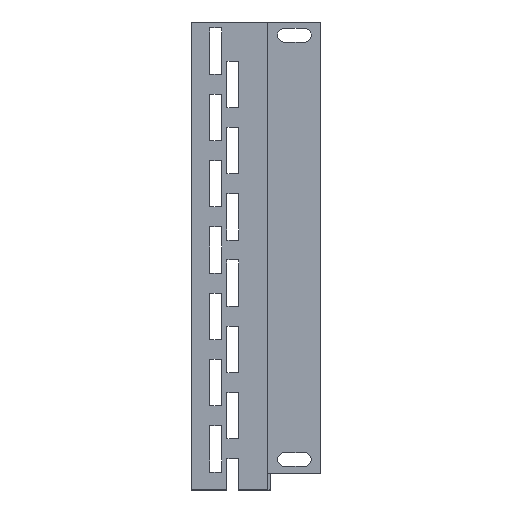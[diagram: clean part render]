
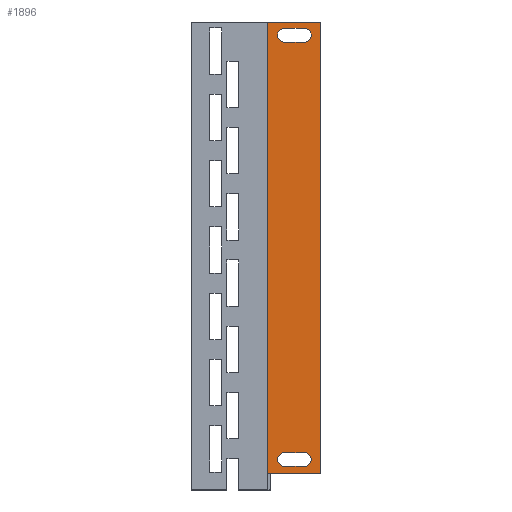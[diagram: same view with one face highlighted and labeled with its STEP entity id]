
A CAD part, left-side view. The second image highlights one B-rep face of the part: STEP entity #1896.
In plain terms, the highlighted face is planar.
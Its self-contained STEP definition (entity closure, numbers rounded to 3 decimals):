
#16 = VECTOR ( 'NONE', #2535, 1000. ) ;
#73 = DIRECTION ( 'NONE',  ( 1., 0., 0. ) ) ;
#100 = PLANE ( 'NONE',  #3311 ) ;
#101 = EDGE_CURVE ( 'NONE', #328, #2065, #2929, .T. ) ;
#222 = CARTESIAN_POINT ( 'NONE',  ( -164., -9., 2. ) ) ;
#278 = DIRECTION ( 'NONE',  ( 0., 0., 1. ) ) ;
#298 = EDGE_CURVE ( 'NONE', #1416, #4608, #609, .T. ) ;
#321 = VERTEX_POINT ( 'NONE', #4797 ) ;
#328 = VERTEX_POINT ( 'NONE', #4357 ) ;
#341 = EDGE_LOOP ( 'NONE', ( #2757, #3178, #1828, #2212 ) ) ;
#364 = CIRCLE ( 'NONE', #4635, 5.25 ) ;
#381 = DIRECTION ( 'NONE',  ( 1., 0., 0. ) ) ;
#383 = CARTESIAN_POINT ( 'NONE',  ( -153.5, -36.5, 2. ) ) ;
#458 = LINE ( 'NONE', #4072, #1556 ) ;
#462 = CARTESIAN_POINT ( 'NONE',  ( -176.5, -49., 2. ) ) ;
#471 = DIRECTION ( 'NONE',  ( 0., 0., 1. ) ) ;
#493 = FACE_BOUND ( 'NONE', #3262, .T. ) ;
#609 = CIRCLE ( 'NONE', #3632, 5.25 ) ;
#653 = EDGE_CURVE ( 'NONE', #4519, #2923, #1954, .T. ) ;
#1091 = VERTEX_POINT ( 'NONE', #1155 ) ;
#1155 = CARTESIAN_POINT ( 'NONE',  ( -158.75, -36.5, 2. ) ) ;
#1197 = CARTESIAN_POINT ( 'NONE',  ( 171.75, -21.5, 2. ) ) ;
#1256 = EDGE_CURVE ( 'NONE', #2923, #4489, #4601, .T. ) ;
#1262 = CARTESIAN_POINT ( 'NONE',  ( 176.5, -49., 2. ) ) ;
#1290 = VECTOR ( 'NONE', #3911, 1000. ) ;
#1330 = EDGE_CURVE ( 'NONE', #2065, #3125, #364, .T. ) ;
#1416 = VERTEX_POINT ( 'NONE', #1197 ) ;
#1490 = EDGE_CURVE ( 'NONE', #4608, #4339, #458, .T. ) ;
#1550 = LINE ( 'NONE', #462, #1887 ) ;
#1556 = VECTOR ( 'NONE', #2066, 1000. ) ;
#1786 = ORIENTED_EDGE ( 'NONE', *, *, #5077, .F. ) ;
#1828 = ORIENTED_EDGE ( 'NONE', *, *, #4208, .F. ) ;
#1858 = VERTEX_POINT ( 'NONE', #1262 ) ;
#1887 = VECTOR ( 'NONE', #2831, 1000. ) ;
#1896 = ADVANCED_FACE ( 'NONE', ( #4931, #3677, #493 ), #100, .T. ) ;
#1954 = LINE ( 'NONE', #2319, #1290 ) ;
#2065 = VERTEX_POINT ( 'NONE', #2459 ) ;
#2066 = DIRECTION ( 'NONE',  ( 0., -1., 0. ) ) ;
#2067 = EDGE_CURVE ( 'NONE', #4519, #1858, #1550, .T. ) ;
#2212 = ORIENTED_EDGE ( 'NONE', *, *, #1490, .F. ) ;
#2319 = CARTESIAN_POINT ( 'NONE',  ( -164., -9., 2. ) ) ;
#2377 = DIRECTION ( 'NONE',  ( 0., 0., 1. ) ) ;
#2388 = LINE ( 'NONE', #4756, #3620 ) ;
#2405 = ORIENTED_EDGE ( 'NONE', *, *, #3884, .F. ) ;
#2459 = CARTESIAN_POINT ( 'NONE',  ( -148.25, -21.5, 2. ) ) ;
#2522 = CARTESIAN_POINT ( 'NONE',  ( -158.75, -21.5, 2. ) ) ;
#2529 = VECTOR ( 'NONE', #4344, 1000. ) ;
#2535 = DIRECTION ( 'NONE',  ( 0., 1., 0. ) ) ;
#2697 = DIRECTION ( 'NONE',  ( 0., 0., 1. ) ) ;
#2757 = ORIENTED_EDGE ( 'NONE', *, *, #298, .F. ) ;
#2766 = CARTESIAN_POINT ( 'NONE',  ( 166.5, -36.5, 2. ) ) ;
#2791 = CARTESIAN_POINT ( 'NONE',  ( 166.5, -21.5, 2. ) ) ;
#2831 = DIRECTION ( 'NONE',  ( 1., 0., 0. ) ) ;
#2923 = VERTEX_POINT ( 'NONE', #222 ) ;
#2929 = LINE ( 'NONE', #3354, #16 ) ;
#2945 = CIRCLE ( 'NONE', #4274, 5.25 ) ;
#2996 = CARTESIAN_POINT ( 'NONE',  ( -176.5, -9., 2. ) ) ;
#3125 = VERTEX_POINT ( 'NONE', #2522 ) ;
#3177 = CARTESIAN_POINT ( 'NONE',  ( -158.75, -21.5, 2. ) ) ;
#3178 = ORIENTED_EDGE ( 'NONE', *, *, #4229, .F. ) ;
#3262 = EDGE_LOOP ( 'NONE', ( #3770, #4568, #2405, #1786 ) ) ;
#3285 = EDGE_LOOP ( 'NONE', ( #4360, #3348, #3663, #3294 ) ) ;
#3294 = ORIENTED_EDGE ( 'NONE', *, *, #1256, .F. ) ;
#3311 = AXIS2_PLACEMENT_3D ( 'NONE', #4112, #471, #73 ) ;
#3348 = ORIENTED_EDGE ( 'NONE', *, *, #2067, .T. ) ;
#3354 = CARTESIAN_POINT ( 'NONE',  ( -148.25, -21.5, 2. ) ) ;
#3476 = VECTOR ( 'NONE', #4162, 1000. ) ;
#3564 = DIRECTION ( 'NONE',  ( 1., 0., 0. ) ) ;
#3592 = DIRECTION ( 'NONE',  ( 1., 0., 0. ) ) ;
#3594 = LINE ( 'NONE', #3177, #2529 ) ;
#3615 = DIRECTION ( 'NONE',  ( 0., 1., 0. ) ) ;
#3620 = VECTOR ( 'NONE', #3615, 1000. ) ;
#3632 = AXIS2_PLACEMENT_3D ( 'NONE', #2791, #3938, #4387 ) ;
#3663 = ORIENTED_EDGE ( 'NONE', *, *, #5094, .T. ) ;
#3677 = FACE_BOUND ( 'NONE', #341, .T. ) ;
#3711 = CARTESIAN_POINT ( 'NONE',  ( 161.25, -36.5, 2. ) ) ;
#3770 = ORIENTED_EDGE ( 'NONE', *, *, #1330, .F. ) ;
#3835 = CARTESIAN_POINT ( 'NONE',  ( -164., -49., 2. ) ) ;
#3868 = CARTESIAN_POINT ( 'NONE',  ( -153.5, -21.5, 2. ) ) ;
#3884 = EDGE_CURVE ( 'NONE', #1091, #328, #3944, .T. ) ;
#3911 = DIRECTION ( 'NONE',  ( 0., 1., 0. ) ) ;
#3938 = DIRECTION ( 'NONE',  ( 0., 0., 1. ) ) ;
#3944 = CIRCLE ( 'NONE', #4198, 5.25 ) ;
#3969 = DIRECTION ( 'NONE',  ( 0., 1., 0. ) ) ;
#4072 = CARTESIAN_POINT ( 'NONE',  ( 161.25, -21.5, 2. ) ) ;
#4112 = CARTESIAN_POINT ( 'NONE',  ( 0., 0., 2. ) ) ;
#4162 = DIRECTION ( 'NONE',  ( 1., 0., 0. ) ) ;
#4176 = CARTESIAN_POINT ( 'NONE',  ( 176.5, -9., 2. ) ) ;
#4198 = AXIS2_PLACEMENT_3D ( 'NONE', #383, #2697, #3592 ) ;
#4208 = EDGE_CURVE ( 'NONE', #4339, #321, #2945, .T. ) ;
#4229 = EDGE_CURVE ( 'NONE', #321, #1416, #5159, .T. ) ;
#4274 = AXIS2_PLACEMENT_3D ( 'NONE', #2766, #2377, #3564 ) ;
#4337 = CARTESIAN_POINT ( 'NONE',  ( 171.75, -21.5, 2. ) ) ;
#4339 = VERTEX_POINT ( 'NONE', #3711 ) ;
#4344 = DIRECTION ( 'NONE',  ( 0., -1., 0. ) ) ;
#4357 = CARTESIAN_POINT ( 'NONE',  ( -148.25, -36.5, 2. ) ) ;
#4360 = ORIENTED_EDGE ( 'NONE', *, *, #653, .F. ) ;
#4387 = DIRECTION ( 'NONE',  ( 1., 0., 0. ) ) ;
#4489 = VERTEX_POINT ( 'NONE', #4176 ) ;
#4519 = VERTEX_POINT ( 'NONE', #3835 ) ;
#4568 = ORIENTED_EDGE ( 'NONE', *, *, #101, .F. ) ;
#4601 = LINE ( 'NONE', #2996, #3476 ) ;
#4608 = VERTEX_POINT ( 'NONE', #4621 ) ;
#4621 = CARTESIAN_POINT ( 'NONE',  ( 161.25, -21.5, 2. ) ) ;
#4635 = AXIS2_PLACEMENT_3D ( 'NONE', #3868, #278, #381 ) ;
#4756 = CARTESIAN_POINT ( 'NONE',  ( 176.5, 49., 2. ) ) ;
#4778 = VECTOR ( 'NONE', #3969, 1000. ) ;
#4797 = CARTESIAN_POINT ( 'NONE',  ( 171.75, -36.5, 2. ) ) ;
#4931 = FACE_OUTER_BOUND ( 'NONE', #3285, .T. ) ;
#5077 = EDGE_CURVE ( 'NONE', #3125, #1091, #3594, .T. ) ;
#5094 = EDGE_CURVE ( 'NONE', #1858, #4489, #2388, .T. ) ;
#5159 = LINE ( 'NONE', #4337, #4778 ) ;
